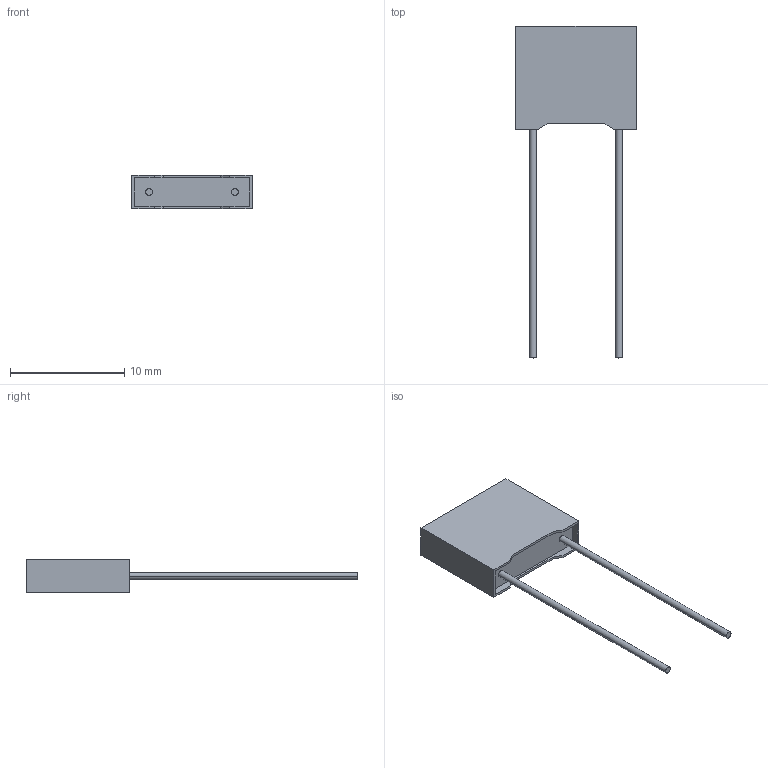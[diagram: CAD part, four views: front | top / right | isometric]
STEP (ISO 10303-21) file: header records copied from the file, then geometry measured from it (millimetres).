
FILE_DESCRIPTION(('STEP AP203'),'1');
FILE_NAME('rnd_150j102k330l075b3lt.stp','2020-11-05T06:04:08',('TraceParts'),('TraceParts S.A.'),'Spatial InterOp 3D',' ',' ');
FILE_SCHEMA(('CONFIG_CONTROL_DESIGN'));
Length unit declared in the file: millimetre
Products named in the file (1): 1
Bounding box: 10.5 x 29 x 2.94 mm (x, y, z)
Volume: 272.4 mm3; surface area: 386.9 mm2
Topology: 1 solids, 1 shells, 24 faces, 60 edges, 40 vertices
Faces by surface type: plane 20, cylinder 4
Entity records: 756 total; most frequent: CARTESIAN_POINT 125, ORIENTED_EDGE 120, DIRECTION 118, EDGE_CURVE 60, LINE 52, VECTOR 52, VERTEX_POINT 40, AXIS2_PLACEMENT_3D 33
